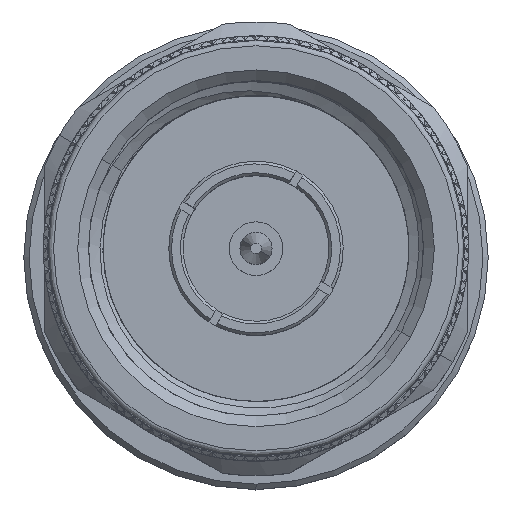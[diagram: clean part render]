
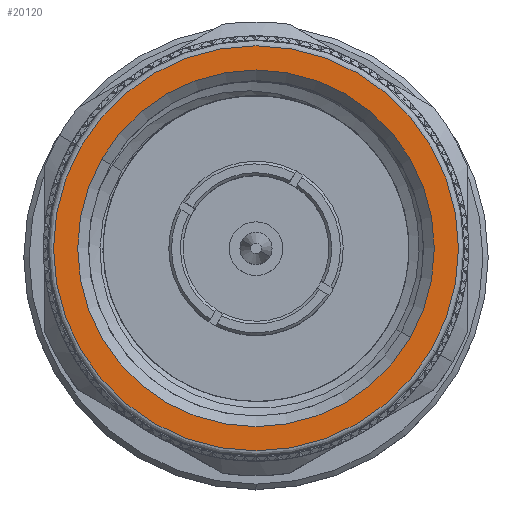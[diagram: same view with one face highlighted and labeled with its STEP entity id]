
A CAD part, top view. The second image highlights one B-rep face of the part: STEP entity #20120.
In plain terms, the highlighted face is planar.
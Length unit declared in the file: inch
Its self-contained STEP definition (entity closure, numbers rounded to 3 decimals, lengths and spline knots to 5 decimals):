
#4130 = AXIS2_PLACEMENT_3D ( 'NONE', #12756, #37629, #101618 ) ;
#4875 = DIRECTION ( 'NONE',  ( 1., 0., 0. ) ) ;
#12756 = CARTESIAN_POINT ( 'NONE',  ( 0., 0., 0. ) ) ;
#14217 = CARTESIAN_POINT ( 'NONE',  ( 0., -0.1888, 0.32701 ) ) ;
#18322 = ORIENTED_EDGE ( 'NONE', *, *, #50358, .T. ) ;
#19692 = VERTEX_POINT ( 'NONE', #14217 ) ;
#20120 = ADVANCED_FACE ( 'NONE', ( #38994, #136306 ), #109652, .F. ) ;
#24625 = VERTEX_POINT ( 'NONE', #124053 ) ;
#37629 = DIRECTION ( 'NONE',  ( 1., 0., 0. ) ) ;
#38994 = FACE_BOUND ( 'NONE', #99628, .T. ) ;
#41971 = DIRECTION ( 'NONE',  ( 0., 0.5, -0.866 ) ) ;
#44651 = DIRECTION ( 'NONE',  ( 0., 0.5, -0.866 ) ) ;
#47972 = AXIS2_PLACEMENT_3D ( 'NONE', #73107, #162507, #85888 ) ;
#50358 = EDGE_CURVE ( 'NONE', #24625, #152849, #120445, .T. ) ;
#56375 = ORIENTED_EDGE ( 'NONE', *, *, #159554, .T. ) ;
#65131 = AXIS2_PLACEMENT_3D ( 'NONE', #156400, #119759, #107579 ) ;
#67009 = CARTESIAN_POINT ( 'NONE',  ( 0., -0.16625, 0.28795 ) ) ;
#73107 = CARTESIAN_POINT ( 'NONE',  ( 0., 0., 0. ) ) ;
#73213 = CIRCLE ( 'NONE', #65131, 0.3776 ) ;
#76542 = EDGE_LOOP ( 'NONE', ( #56375, #163550 ) ) ;
#78339 = AXIS2_PLACEMENT_3D ( 'NONE', #82996, #96952, #44651 ) ;
#82996 = CARTESIAN_POINT ( 'NONE',  ( 0., 0., 0. ) ) ;
#84361 = ORIENTED_EDGE ( 'NONE', *, *, #128007, .T. ) ;
#85888 = DIRECTION ( 'NONE',  ( 0., 0.5, -0.866 ) ) ;
#96952 = DIRECTION ( 'NONE',  ( 1., 0., 0. ) ) ;
#97402 = EDGE_CURVE ( 'NONE', #19692, #116424, #103544, .T. ) ;
#99628 = EDGE_LOOP ( 'NONE', ( #84361, #18322 ) ) ;
#101618 = DIRECTION ( 'NONE',  ( 0., 0.5, -0.866 ) ) ;
#103544 = CIRCLE ( 'NONE', #47972, 0.3776 ) ;
#107579 = DIRECTION ( 'NONE',  ( 0., 0.5, -0.866 ) ) ;
#108464 = AXIS2_PLACEMENT_3D ( 'NONE', #157476, #4875, #41971 ) ;
#108909 = CIRCLE ( 'NONE', #4130, 0.3325 ) ;
#109652 = PLANE ( 'NONE',  #78339 ) ;
#116424 = VERTEX_POINT ( 'NONE', #135278 ) ;
#119759 = DIRECTION ( 'NONE',  ( -1., 0., 0. ) ) ;
#120445 = CIRCLE ( 'NONE', #108464, 0.3325 ) ;
#124053 = CARTESIAN_POINT ( 'NONE',  ( 0., 0.16625, -0.28795 ) ) ;
#128007 = EDGE_CURVE ( 'NONE', #152849, #24625, #108909, .T. ) ;
#135278 = CARTESIAN_POINT ( 'NONE',  ( 0., 0.1888, -0.32701 ) ) ;
#136306 = FACE_OUTER_BOUND ( 'NONE', #76542, .T. ) ;
#152849 = VERTEX_POINT ( 'NONE', #67009 ) ;
#156400 = CARTESIAN_POINT ( 'NONE',  ( 0., 0., 0. ) ) ;
#157476 = CARTESIAN_POINT ( 'NONE',  ( 0., 0., 0. ) ) ;
#159554 = EDGE_CURVE ( 'NONE', #116424, #19692, #73213, .T. ) ;
#162507 = DIRECTION ( 'NONE',  ( -1., 0., 0. ) ) ;
#163550 = ORIENTED_EDGE ( 'NONE', *, *, #97402, .T. ) ;
